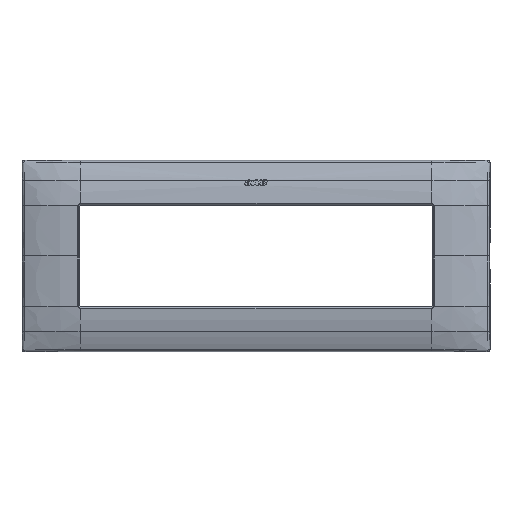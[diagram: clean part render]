
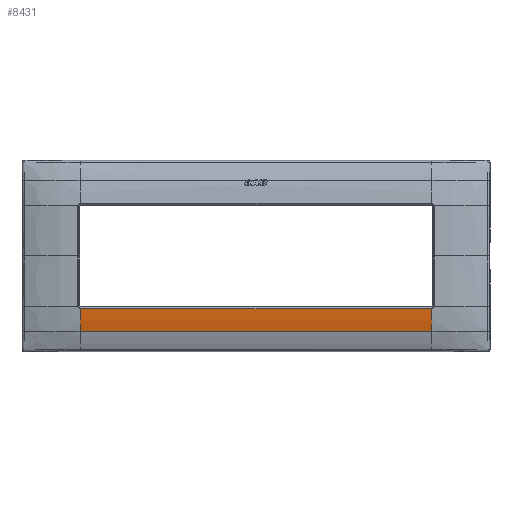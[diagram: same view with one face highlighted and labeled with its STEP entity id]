
A CAD part, top view. The second image highlights one B-rep face of the part: STEP entity #8431.
In plain terms, the highlighted cylindrical face has radius 53.744 mm (diameter 107.489 mm), a partial arc.
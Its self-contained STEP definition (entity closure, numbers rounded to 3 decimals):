
#1001=CARTESIAN_POINT('Vertex',(78.947,-33.75,4.5)) ;
#1004=CARTESIAN_POINT('Line Origine',(39.473,-33.75,4.5)) ;
#1008=CARTESIAN_POINT('Vertex',(-78.947,-33.75,4.5)) ;
#8014=CARTESIAN_POINT('Vertex',(-78.947,-23.578,5.96)) ;
#8033=CARTESIAN_POINT('Control Point',(-78.947,-33.75,4.5)) ;
#8034=CARTESIAN_POINT('Control Point',(-78.947,-31.75,4.986)) ;
#8035=CARTESIAN_POINT('Control Point',(-78.947,-29.726,5.376)) ;
#8036=CARTESIAN_POINT('Control Point',(-78.947,-27.686,5.669)) ;
#8037=CARTESIAN_POINT('Control Point',(-78.947,-25.634,5.864)) ;
#8038=CARTESIAN_POINT('Control Point',(-78.947,-23.578,5.96)) ;
#8340=CARTESIAN_POINT('Control Point',(78.947,-33.75,4.5)) ;
#8341=CARTESIAN_POINT('Control Point',(78.947,-31.75,4.986)) ;
#8342=CARTESIAN_POINT('Control Point',(78.947,-29.726,5.376)) ;
#8343=CARTESIAN_POINT('Control Point',(78.947,-27.686,5.669)) ;
#8344=CARTESIAN_POINT('Control Point',(78.947,-25.634,5.864)) ;
#8345=CARTESIAN_POINT('Control Point',(78.947,-23.578,5.96)) ;
#8346=CARTESIAN_POINT('Vertex',(78.947,-23.578,5.96)) ;
#8382=CARTESIAN_POINT('Axis2P3D Location',(39.473,-21.062,-47.725)) ;
#8388=CARTESIAN_POINT('Control Point',(78.947,-23.578,5.96)) ;
#8389=CARTESIAN_POINT('Control Point',(78.874,-23.592,5.96)) ;
#8390=CARTESIAN_POINT('Control Point',(78.805,-23.601,5.959)) ;
#8391=CARTESIAN_POINT('Control Point',(78.728,-23.602,5.959)) ;
#8392=CARTESIAN_POINT('Control Point',(78.66,-23.602,5.959)) ;
#8393=CARTESIAN_POINT('Vertex',(78.66,-23.602,5.959)) ;
#8396=CARTESIAN_POINT('Line Origine',(0.,-23.602,5.959)) ;
#8400=CARTESIAN_POINT('Vertex',(-78.66,-23.602,5.959)) ;
#8404=CARTESIAN_POINT('Control Point',(-78.66,-23.602,5.959)) ;
#8405=CARTESIAN_POINT('Control Point',(-78.663,-23.602,5.959)) ;
#8406=CARTESIAN_POINT('Control Point',(-78.665,-23.602,5.959)) ;
#8407=CARTESIAN_POINT('Control Point',(-78.669,-23.602,5.959)) ;
#8408=CARTESIAN_POINT('Control Point',(-78.676,-23.602,5.959)) ;
#8409=CARTESIAN_POINT('Control Point',(-78.682,-23.602,5.959)) ;
#8410=CARTESIAN_POINT('Control Point',(-78.686,-23.602,5.959)) ;
#8411=CARTESIAN_POINT('Control Point',(-78.695,-23.602,5.959)) ;
#8412=CARTESIAN_POINT('Control Point',(-78.705,-23.602,5.959)) ;
#8413=CARTESIAN_POINT('Control Point',(-78.711,-23.602,5.959)) ;
#8414=CARTESIAN_POINT('Control Point',(-78.729,-23.602,5.959)) ;
#8415=CARTESIAN_POINT('Control Point',(-78.746,-23.601,5.959)) ;
#8416=CARTESIAN_POINT('Control Point',(-78.757,-23.601,5.959)) ;
#8417=CARTESIAN_POINT('Control Point',(-78.802,-23.598,5.959)) ;
#8418=CARTESIAN_POINT('Control Point',(-78.847,-23.594,5.96)) ;
#8419=CARTESIAN_POINT('Control Point',(-78.88,-23.59,5.96)) ;
#8420=CARTESIAN_POINT('Control Point',(-78.913,-23.584,5.96)) ;
#8421=CARTESIAN_POINT('Control Point',(-78.947,-23.578,5.96)) ;
#1005=DIRECTION('Vector Direction',(-1.,0.,0.)) ;
#8383=DIRECTION('Axis2P3D Direction',(-1.,0.,0.)) ;
#8384=DIRECTION('Axis2P3D XDirection',(0.,-0.236,0.972)) ;
#8397=DIRECTION('Vector Direction',(-1.,0.,0.)) ;
#8385=AXIS2_PLACEMENT_3D('Cylinder Axis2P3D',#8382,#8383,#8384) ;
#8424=ORIENTED_EDGE('',*,*,#8039,.F.) ;
#8425=ORIENTED_EDGE('',*,*,#1010,.F.) ;
#8426=ORIENTED_EDGE('',*,*,#8348,.T.) ;
#8427=ORIENTED_EDGE('',*,*,#8395,.F.) ;
#8428=ORIENTED_EDGE('',*,*,#8402,.F.) ;
#8429=ORIENTED_EDGE('',*,*,#8422,.F.) ;
#1006=VECTOR('Line Direction',#1005,1.) ;
#8398=VECTOR('Line Direction',#8397,1.) ;
#8431=ADVANCED_FACE('PLACCA',(#8430),#8386,.T.) ;
#8032=B_SPLINE_CURVE_WITH_KNOTS('',5,(#8033,#8034,#8035,#8036,#8037,#8038),.UNSPECIFIED.,.F.,.U.,(6,6),(71.539,81.831),.UNSPECIFIED.) ;
#8339=B_SPLINE_CURVE_WITH_KNOTS('',5,(#8340,#8341,#8342,#8343,#8344,#8345),.UNSPECIFIED.,.F.,.U.,(6,6),(71.539,81.831),.UNSPECIFIED.) ;
#8387=B_SPLINE_CURVE_WITH_KNOTS('',4,(#8388,#8389,#8390,#8391,#8392),.UNSPECIFIED.,.F.,.U.,(5,5),(0.579,0.993),.UNSPECIFIED.) ;
#8403=B_SPLINE_CURVE_WITH_KNOTS('',5,(#8404,#8405,#8406,#8407,#8408,#8409,#8410,#8411,#8412,#8413,#8414,#8415,#8416,#8417,#8418,#8419,#8420,#8421),.UNSPECIFIED.,.F.,.U.,(6,3,3,3,3,6),(0.546,0.57,0.595,0.641,0.721,0.96),.UNSPECIFIED.) ;
#8386=CYLINDRICAL_SURFACE('generated cylinder',#8385,53.744) ;
#1010=EDGE_CURVE('',#1002,#1009,#1007,.T.) ;
#8039=EDGE_CURVE('',#1009,#8015,#8032,.T.) ;
#8348=EDGE_CURVE('',#1002,#8347,#8339,.T.) ;
#8395=EDGE_CURVE('',#8394,#8347,#8387,.F.) ;
#8402=EDGE_CURVE('',#8401,#8394,#8399,.F.) ;
#8422=EDGE_CURVE('',#8015,#8401,#8403,.F.) ;
#8423=EDGE_LOOP('',(#8424,#8425,#8426,#8427,#8428,#8429)) ;
#8430=FACE_OUTER_BOUND('',#8423,.T.) ;
#1007=LINE('Line',#1004,#1006) ;
#8399=LINE('Line',#8396,#8398) ;
#1002=VERTEX_POINT('',#1001) ;
#1009=VERTEX_POINT('',#1008) ;
#8015=VERTEX_POINT('',#8014) ;
#8347=VERTEX_POINT('',#8346) ;
#8394=VERTEX_POINT('',#8393) ;
#8401=VERTEX_POINT('',#8400) ;
